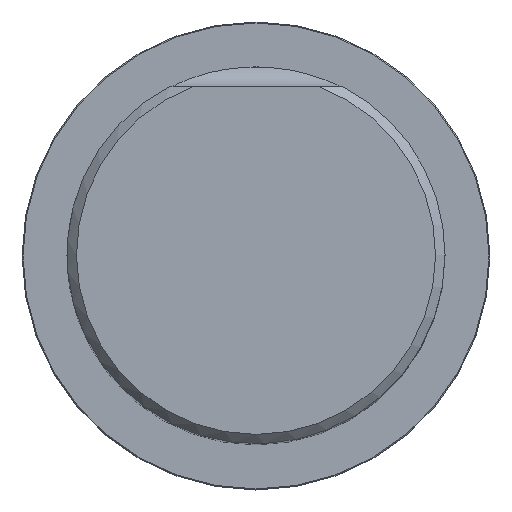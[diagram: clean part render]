
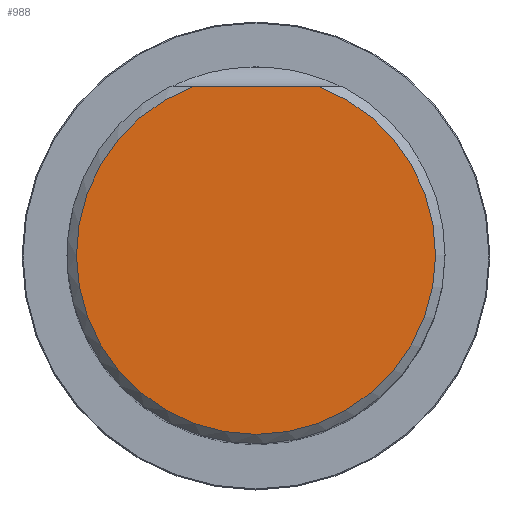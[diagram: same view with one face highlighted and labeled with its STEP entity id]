
A CAD part, top view. The second image highlights one B-rep face of the part: STEP entity #988.
In plain terms, the highlighted planar face has unit normal (0, 0, 1).
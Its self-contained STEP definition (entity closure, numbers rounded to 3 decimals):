
#204=PLANE('',#5021);
#435=LINE('',#7257,#690);
#690=VECTOR('',#5643,1.);
#988=ADVANCED_FACE('CU_SU_1',(#1321),#204,.T.);
#1321=FACE_OUTER_BOUND('',#1561,.T.);
#1561=EDGE_LOOP('',(#2281,#2282));
#1988=CIRCLE('',#5020,18.996);
#2281=ORIENTED_EDGE('',*,*,#4063,.F.);
#2282=ORIENTED_EDGE('',*,*,#4064,.F.);
#3574=VERTEX_POINT('',#7255);
#3575=VERTEX_POINT('',#7256);
#4063=EDGE_CURVE('',#3574,#3575,#1988,.T.);
#4064=EDGE_CURVE('',#3575,#3574,#435,.T.);
#5020=AXIS2_PLACEMENT_3D('',#7254,#5641,#5642);
#5021=AXIS2_PLACEMENT_3D('',#7258,#5644,#5645);
#5641=DIRECTION('',(0.,0.,-1.));
#5642=DIRECTION('',(1.,0.,0.));
#5643=DIRECTION('',(1.,0.,0.));
#5644=DIRECTION('',(0.,0.,1.));
#5645=DIRECTION('',(1.,0.,0.));
#7254=CARTESIAN_POINT('',(0.,0.,70.));
#7255=CARTESIAN_POINT('',(6.623,17.804,70.));
#7256=CARTESIAN_POINT('',(-6.623,17.804,70.));
#7257=CARTESIAN_POINT('',(-50.,17.804,70.));
#7258=CARTESIAN_POINT('',(0.,0.,70.));
